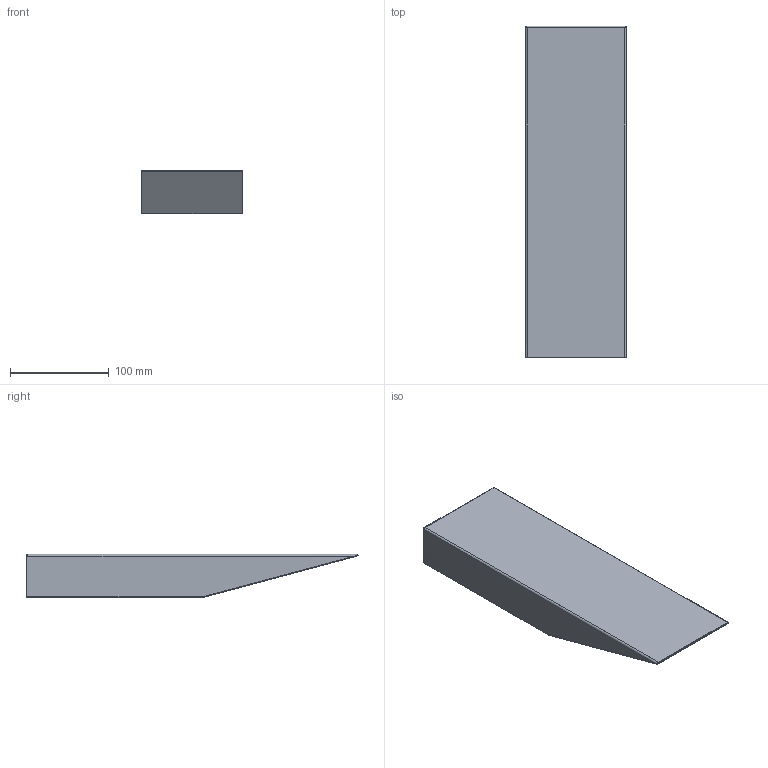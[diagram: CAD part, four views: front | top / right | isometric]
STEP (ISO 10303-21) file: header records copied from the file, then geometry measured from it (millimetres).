
FILE_DESCRIPTION(/* description */ (''),/* implementation_level */ '2;1');
FILE_NAME(/* name */ 'TBBA033504 - Customer.stp',/* time_stamp */ '2014-07-08T09:51:19+02:00',/* author */ ('bs'),/* organization */ (''),/* preprocessor_version */ 'ST-DEVELOPER v15.2',/* originating_system */ 'Autodesk Inventor 2014',/* authorisation */ '');
FILE_SCHEMA (('AUTOMOTIVE_DESIGN { 1 0 10303 214 3 1 1 }'));
Length unit declared in the file: millimetre
Products named in the file (1): TBBA033504 - Customer
Bounding box: 102 x 335.47 x 43.83 mm (x, y, z)
Volume: 203443.4 mm3; surface area: 191788.6 mm2
Topology: 1 solids, 1 shells, 47 faces, 106 edges, 62 vertices
Faces by surface type: plane 35, cylinder 8, bspline 4
Full cylindrical faces by diameter (mm): 12 x2
Entity records: 1438 total; most frequent: CARTESIAN_POINT 338, ORIENTED_EDGE 210, DIRECTION 198, EDGE_CURVE 104, LINE 82, VECTOR 82, VERTEX_POINT 62, AXIS2_PLACEMENT_3D 58
